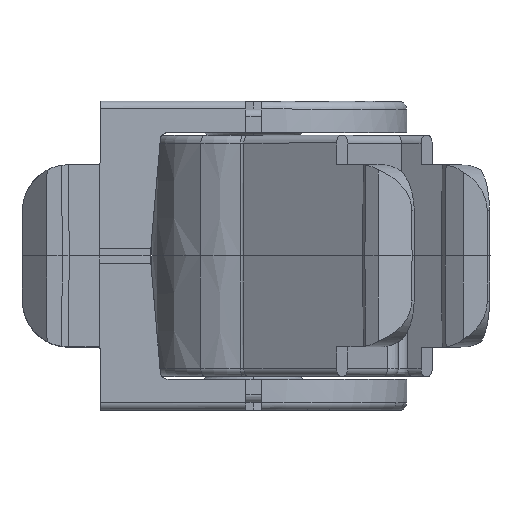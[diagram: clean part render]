
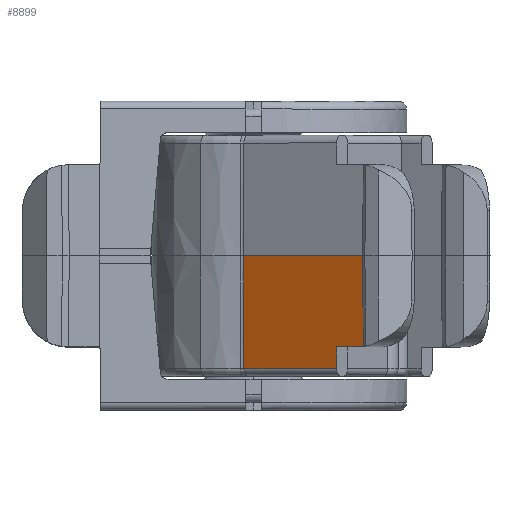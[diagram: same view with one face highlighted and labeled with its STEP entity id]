
A CAD part, top view. The second image highlights one B-rep face of the part: STEP entity #8899.
In plain terms, the highlighted planar face has unit normal (-0.523, -0.009, 0.852).
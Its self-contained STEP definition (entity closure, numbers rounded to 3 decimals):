
#535 = CARTESIAN_POINT ( 'NONE',  ( 5.377, -7.304, 10.238 ) ) ;
#1045 = AXIS2_PLACEMENT_3D ( 'NONE', #10938, #10949, #10950 ) ;
#2112 = LINE ( 'NONE', #4946, #2113 ) ;
#2113 = VECTOR ( 'NONE', #4947, 1000. ) ;
#2151 = LINE ( 'NONE', #5047, #2162 ) ;
#2159 = LINE ( 'NONE', #5051, #2164 ) ;
#2162 = VECTOR ( 'NONE', #5050, 1000. ) ;
#2163 = LINE ( 'NONE', #5053, #2166 ) ;
#2164 = VECTOR ( 'NONE', #5052, 1000. ) ;
#2165 = LINE ( 'NONE', #5055, #2168 ) ;
#2166 = VECTOR ( 'NONE', #5054, 1000. ) ;
#2168 = VECTOR ( 'NONE', #5056, 1000. ) ;
#4946 = CARTESIAN_POINT ( 'NONE',  ( -11.651, 0., -0.13 ) ) ;
#4947 = DIRECTION ( 'NONE',  ( 0.852, 0., 0.523 ) ) ;
#5031 = CARTESIAN_POINT ( 'NONE',  ( -0.646, -2.435, 6.594 ) ) ;
#5037 = CARTESIAN_POINT ( 'NONE',  ( -0.653, 0., 6.615 ) ) ;
#5047 = CARTESIAN_POINT ( 'NONE',  ( -11.618, -7.304, -0.185 ) ) ;
#5048 = CARTESIAN_POINT ( 'NONE',  ( -0.638, -4.87, 6.574 ) ) ;
#5049 = CARTESIAN_POINT ( 'NONE',  ( -0.631, -7.304, 6.553 ) ) ;
#5050 = DIRECTION ( 'NONE',  ( 0.852, 0., 0.523 ) ) ;
#5051 = CARTESIAN_POINT ( 'NONE',  ( 5.398, 0., 10.326 ) ) ;
#5052 = DIRECTION ( 'NONE',  ( 0.003, 1., 0.012 ) ) ;
#5053 = CARTESIAN_POINT ( 'NONE',  ( 3.72, -5.9, 9.236 ) ) ;
#5054 = DIRECTION ( 'NONE',  ( 0.852, 0., 0.523 ) ) ;
#5055 = CARTESIAN_POINT ( 'NONE',  ( 7.061, 0., 11.345 ) ) ;
#5056 = DIRECTION ( 'NONE',  ( -0.008, 1., 0.006 ) ) ;
#6665 = VERTEX_POINT ( 'NONE', #8398 ) ;
#6681 = VERTEX_POINT ( 'NONE', #8427 ) ;
#6748 = VERTEX_POINT ( 'NONE', #8552 ) ;
#7214 = B_SPLINE_CURVE_WITH_KNOTS ( 'NONE', 3,
 ( #5037, #5031, #5048, #5049 ),
 .UNSPECIFIED., .F., .F.,
 ( 4, 4 ),
 ( 0., 0.007 ),
 .UNSPECIFIED. ) ;
#7254 = VERTEX_POINT ( 'NONE', #535 ) ;
#7387 = VERTEX_POINT ( 'NONE', #10528 ) ;
#7492 = VERTEX_POINT ( 'NONE', #10633 ) ;
#8398 = CARTESIAN_POINT ( 'NONE',  ( -0.653, 0., 6.615 ) ) ;
#8427 = CARTESIAN_POINT ( 'NONE',  ( -0.631, -7.304, 6.553 ) ) ;
#8552 = CARTESIAN_POINT ( 'NONE',  ( 5.381, -5.9, 10.255 ) ) ;
#8899 = ADVANCED_FACE ( 'NONE', ( #10081 ), #10947, .T. ) ;
#10081 = FACE_OUTER_BOUND ( 'NONE', #13310, .T. ) ;
#10528 = CARTESIAN_POINT ( 'NONE',  ( 7.106, -5.9, 11.312 ) ) ;
#10633 = CARTESIAN_POINT ( 'NONE',  ( 7.061, 0., 11.345 ) ) ;
#10938 = CARTESIAN_POINT ( 'NONE',  ( -11.651, 0., -0.13 ) ) ;
#10947 = PLANE ( 'NONE',  #1045 ) ;
#10949 = DIRECTION ( 'NONE',  ( -0.523, -0.009, 0.852 ) ) ;
#10950 = DIRECTION ( 'NONE',  ( -0.005, 1., 0.007 ) ) ;
#13310 = EDGE_LOOP ( 'NONE', ( #13592, #13593, #13594, #13595, #13596, #13597 ) ) ;
#13592 = ORIENTED_EDGE ( 'NONE', *, *, #14189, .T. ) ;
#13593 = ORIENTED_EDGE ( 'NONE', *, *, #14190, .T. ) ;
#13594 = ORIENTED_EDGE ( 'NONE', *, *, #14191, .T. ) ;
#13595 = ORIENTED_EDGE ( 'NONE', *, *, #14192, .T. ) ;
#13596 = ORIENTED_EDGE ( 'NONE', *, *, #14193, .T. ) ;
#13597 = ORIENTED_EDGE ( 'NONE', *, *, #14154, .F. ) ;
#14154 = EDGE_CURVE ( 'NONE', #6665, #7492, #2112, .T. ) ;
#14189 = EDGE_CURVE ( 'NONE', #6665, #6681, #7214, .T. ) ;
#14190 = EDGE_CURVE ( 'NONE', #6681, #7254, #2151, .T. ) ;
#14191 = EDGE_CURVE ( 'NONE', #7254, #6748, #2159, .T. ) ;
#14192 = EDGE_CURVE ( 'NONE', #6748, #7387, #2163, .T. ) ;
#14193 = EDGE_CURVE ( 'NONE', #7387, #7492, #2165, .T. ) ;
